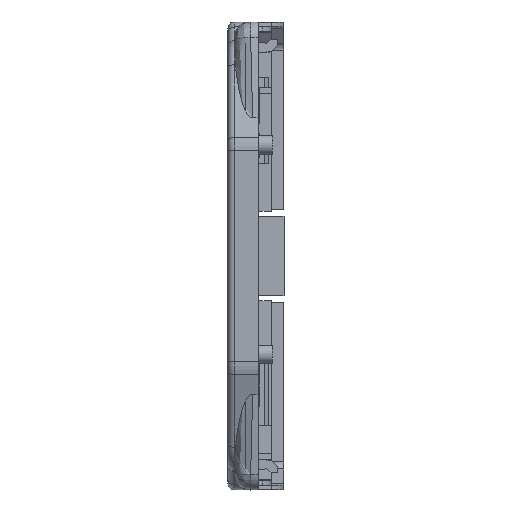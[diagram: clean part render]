
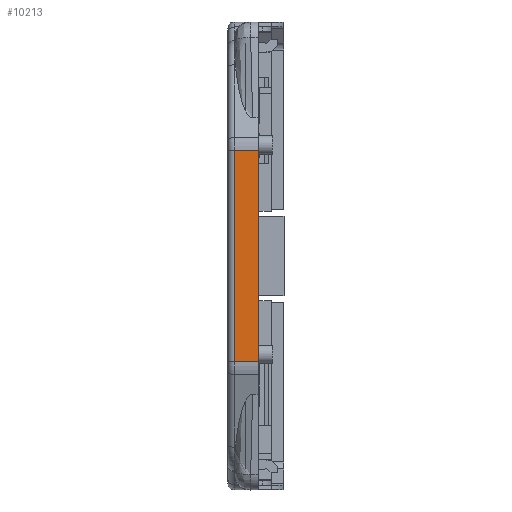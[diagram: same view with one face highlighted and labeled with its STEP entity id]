
A CAD part, left-side view. The second image highlights one B-rep face of the part: STEP entity #10213.
In plain terms, the highlighted planar face has unit normal (-1, 0, 0).
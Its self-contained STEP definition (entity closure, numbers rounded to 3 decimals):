
#525=PLANE('',#11005);
#981=FACE_OUTER_BOUND('',#1550,.T.);
#1550=EDGE_LOOP('',(#8310,#8311,#8312,#8313));
#2172=LINE('',#16792,#3176);
#2364=LINE('',#17569,#3368);
#2365=LINE('',#17573,#3369);
#2366=LINE('',#17574,#3370);
#3176=VECTOR('',#12393,10.);
#3368=VECTOR('',#12993,10.);
#3369=VECTOR('',#12998,10.);
#3370=VECTOR('',#12999,10.);
#4624=VERTEX_POINT('',#16786);
#4625=VERTEX_POINT('',#16790);
#4772=VERTEX_POINT('',#17568);
#4773=VERTEX_POINT('',#17572);
#5800=EDGE_CURVE('',#4624,#4625,#2172,.T.);
#6062=EDGE_CURVE('',#4625,#4772,#2364,.T.);
#6064=EDGE_CURVE('',#4624,#4773,#2365,.T.);
#6065=EDGE_CURVE('',#4772,#4773,#2366,.T.);
#8310=ORIENTED_EDGE('',*,*,#6064,.F.);
#8311=ORIENTED_EDGE('',*,*,#5800,.T.);
#8312=ORIENTED_EDGE('',*,*,#6062,.T.);
#8313=ORIENTED_EDGE('',*,*,#6065,.T.);
#10213=ADVANCED_FACE('',(#981),#525,.T.);
#11005=AXIS2_PLACEMENT_3D('',#17571,#12996,#12997);
#12393=DIRECTION('',(0.,0.,-1.));
#12993=DIRECTION('',(0.,-1.,0.));
#12996=DIRECTION('center_axis',(-1.,0.,0.));
#12997=DIRECTION('ref_axis',(0.,0.,-1.));
#12998=DIRECTION('',(0.,-1.,0.));
#12999=DIRECTION('',(0.,0.,1.));
#16786=CARTESIAN_POINT('',(-94.,-0.5,17.175));
#16790=CARTESIAN_POINT('',(-94.,-0.5,-17.175));
#16792=CARTESIAN_POINT('',(-94.,-0.5,0.));
#17568=CARTESIAN_POINT('',(-94.,-4.399,-17.175));
#17569=CARTESIAN_POINT('',(-94.,0.,-17.175));
#17571=CARTESIAN_POINT('Origin',(-94.,0.,17.175));
#17572=CARTESIAN_POINT('',(-94.,-4.399,17.175));
#17573=CARTESIAN_POINT('',(-94.,0.,17.175));
#17574=CARTESIAN_POINT('',(-94.,-4.399,8.588));
